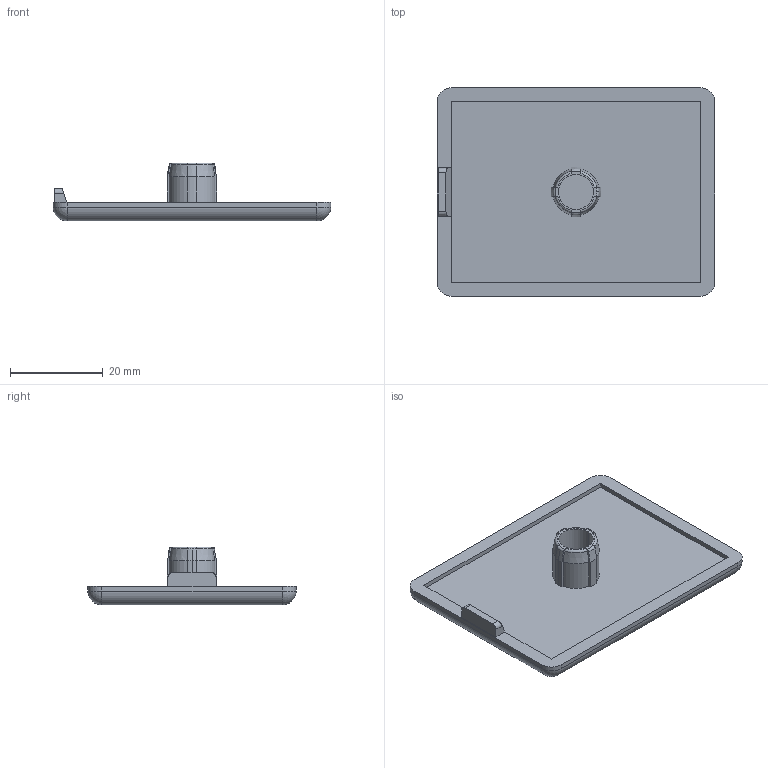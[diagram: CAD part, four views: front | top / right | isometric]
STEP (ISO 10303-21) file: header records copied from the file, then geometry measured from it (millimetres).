
FILE_DESCRIPTION (( 'STEP AP214' ), '1' );
FILE_NAME ('091017.STEP', '2013-06-17T12:16:03', ( 'User' ), ( '' ), 'SwSTEP 2.0', 'SolidWorks 2012', '' );
FILE_SCHEMA (( 'AUTOMOTIVE_DESIGN' ));
Length unit declared in the file: millimetre
Products named in the file (1): 091017
Bounding box: 60 x 45 x 12.5 mm (x, y, z)
Volume: 8685 mm3; surface area: 6714.7 mm2
Topology: 1 solids, 1 shells, 69 faces, 181 edges, 113 vertices
Faces by surface type: plane 26, cylinder 21, torus 9, cone 9, sphere 4
Entity records: 2189 total; most frequent: CARTESIAN_POINT 494, ORIENTED_EDGE 354, DIRECTION 343, EDGE_CURVE 177, AXIS2_PLACEMENT_3D 130, VERTEX_POINT 113, VECTOR 83, LINE 83
